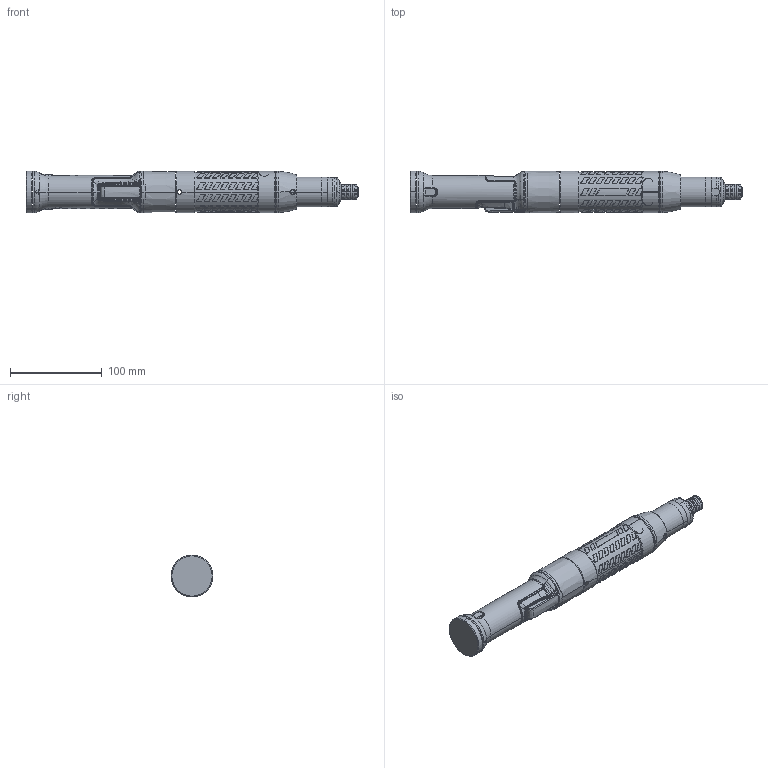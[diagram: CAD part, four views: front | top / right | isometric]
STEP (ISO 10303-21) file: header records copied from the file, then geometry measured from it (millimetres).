
FILE_DESCRIPTION((''),'2;1');
FILE_NAME('30ESN11Q_SW0001','2018-11-27T',('A1X81'),(''),'CREO PARAMETRIC BY PTC INC, 2016050','CREO PARAMETRIC BY PTC INC, 2016050','');
FILE_SCHEMA(('CONFIG_CONTROL_DESIGN'));
Products named in the file (1): 30ESN11Q_SW0001
Bounding box: 361.39 x 45.55 x 45.55 mm (x, y, z)
Surface area: 57876.3 mm2 (no closed solid volume)
Topology: 0 solids, 166 shells, 1313 faces, 4398 edges, 3191 vertices
Faces by surface type: bspline 710, cylinder 260, extrusion 161, plane 108, torus 44, cone 30
Entity records: 82089 total; most frequent: CARTESIAN_POINT 52549, ORIENTED_EDGE 6020, EDGE_CURVE 4394, DIRECTION 4026, VERTEX_POINT 3191, B_SPLINE_CURVE_WITH_KNOTS 2579, AXIS2_PLACEMENT_3D 1447, EDGE_LOOP 1313
